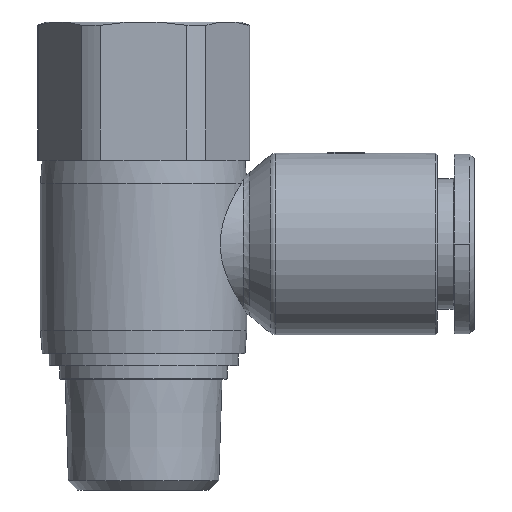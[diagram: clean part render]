
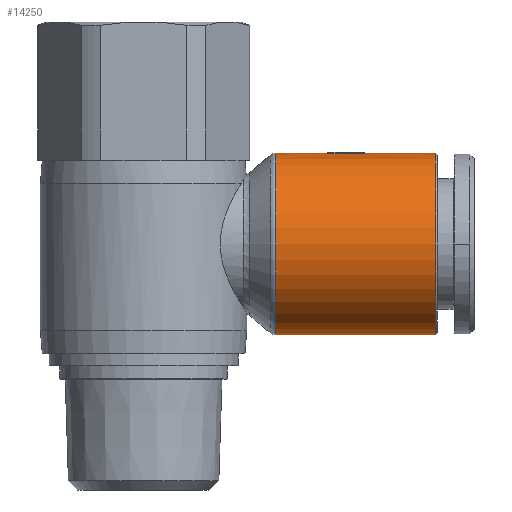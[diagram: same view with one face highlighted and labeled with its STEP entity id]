
A CAD part, front view. The second image highlights one B-rep face of the part: STEP entity #14250.
In plain terms, the highlighted cylindrical face has radius 9.85 mm (diameter 19.7 mm), a partial arc.
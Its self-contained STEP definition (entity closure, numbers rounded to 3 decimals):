
#303=CARTESIAN_POINT('',(-20.7,0.,9.85));
#304=VERTEX_POINT('',#303);
#305=CARTESIAN_POINT('',(-13.,0.,9.85));
#306=VERTEX_POINT('',#305);
#307=CARTESIAN_POINT('',(-20.7,0.,9.85));
#308=DIRECTION('',(1.0,0.0,0.0));
#309=VECTOR('',#308,7.7);
#310=LINE('',#307,#309);
#311=EDGE_CURVE('',#304,#306,#310,.T.);
#313=CARTESIAN_POINT('',(-20.7,0.,-9.85));
#314=VERTEX_POINT('',#313);
#322=CARTESIAN_POINT('',(-3.364,0.,-9.85));
#323=VERTEX_POINT('',#322);
#324=CARTESIAN_POINT('',(-3.364,0.,-9.85));
#325=DIRECTION('',(-1.0,0.0,0.0));
#326=VECTOR('',#325,17.336);
#327=LINE('',#324,#326);
#328=EDGE_CURVE('',#323,#314,#327,.T.);
#330=CARTESIAN_POINT('',(-3.364,0.,9.85));
#331=VERTEX_POINT('',#330);
#339=CARTESIAN_POINT('',(-9.,0.,9.85));
#340=VERTEX_POINT('',#339);
#341=CARTESIAN_POINT('',(-9.,0.,9.85));
#342=DIRECTION('',(1.0,0.0,0.0));
#343=VECTOR('',#342,5.636);
#344=LINE('',#341,#343);
#345=EDGE_CURVE('',#340,#331,#344,.T.);
#388=CARTESIAN_POINT('',(-3.364,0.,0.));
#389=DIRECTION('',(1.0,0.0,0.0));
#390=DIRECTION('',(0.0,0.0,-1.0));
#391=AXIS2_PLACEMENT_3D('',#388,#389,#390);
#392=CIRCLE('',#391,9.85);
#393=EDGE_CURVE('',#323,#331,#392,.T.);
#2510=CARTESIAN_POINT('',(-20.7,0.,0.));
#2511=DIRECTION('',(-1.0,0.0,0.0));
#2512=DIRECTION('',(0.0,0.0,1.0));
#2513=AXIS2_PLACEMENT_3D('',#2510,#2511,#2512);
#2514=CIRCLE('',#2513,9.85);
#2515=EDGE_CURVE('',#304,#314,#2514,.T.);
#14214=CARTESIAN_POINT('',(-11.0,0.,0.));
#14215=DIRECTION('',(1.0,0.,0.));
#14216=DIRECTION('',(0.0,0.0,1.0));
#14217=AXIS2_PLACEMENT_3D('',#14214,#14215,#14216);
#14218=CYLINDRICAL_SURFACE('',#14217,9.85);
#14219=ORIENTED_EDGE('',*,*,#311,.T.);
#14220=CARTESIAN_POINT('',(-13.,0.75,9.821));
#14221=VERTEX_POINT('',#14220);
#14222=CARTESIAN_POINT('',(-13.,0.,0.));
#14223=DIRECTION('',(-1.0,0.0,0.0));
#14224=DIRECTION('',(0.0,0.0,1.0));
#14225=AXIS2_PLACEMENT_3D('',#14222,#14223,#14224);
#14226=CIRCLE('',#14225,9.85);
#14227=EDGE_CURVE('',#306,#14221,#14226,.T.);
#14228=ORIENTED_EDGE('',*,*,#14227,.T.);
#14229=CARTESIAN_POINT('',(-9.,0.75,9.821));
#14230=VERTEX_POINT('',#14229);
#14231=CARTESIAN_POINT('',(-13.,0.75,9.821));
#14232=DIRECTION('',(1.0,0.0,0.0));
#14233=VECTOR('',#14232,4.0);
#14234=LINE('',#14231,#14233);
#14235=EDGE_CURVE('',#14221,#14230,#14234,.T.);
#14236=ORIENTED_EDGE('',*,*,#14235,.T.);
#14237=CARTESIAN_POINT('',(-9.,0.,0.));
#14238=DIRECTION('',(1.0,0.0,0.0));
#14239=DIRECTION('',(0.0,0.0,1.0));
#14240=AXIS2_PLACEMENT_3D('',#14237,#14238,#14239);
#14241=CIRCLE('',#14240,9.85);
#14242=EDGE_CURVE('',#14230,#340,#14241,.T.);
#14243=ORIENTED_EDGE('',*,*,#14242,.T.);
#14244=ORIENTED_EDGE('',*,*,#345,.T.);
#14245=ORIENTED_EDGE('',*,*,#393,.F.);
#14246=ORIENTED_EDGE('',*,*,#328,.T.);
#14247=ORIENTED_EDGE('',*,*,#2515,.F.);
#14248=EDGE_LOOP('',(#14219,#14228,#14236,#14243,#14244,#14245,#14246,#14247));
#14249=FACE_OUTER_BOUND('',#14248,.T.);
#14250=ADVANCED_FACE('',(#14249),#14218,.T.);
